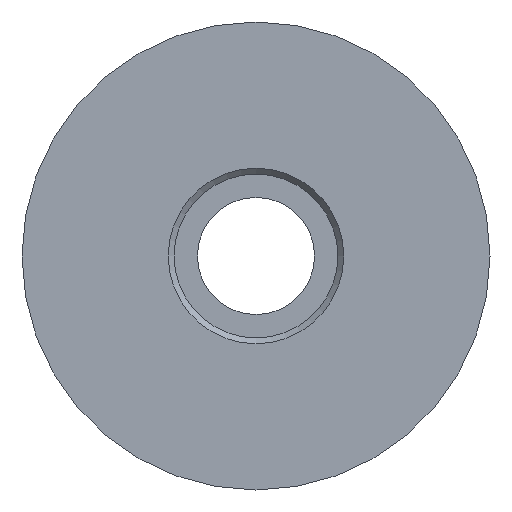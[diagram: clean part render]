
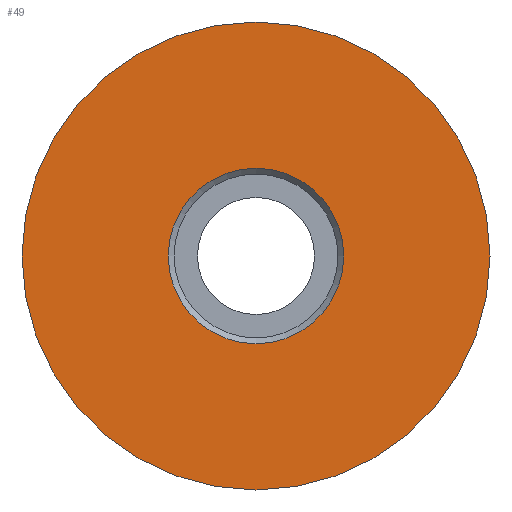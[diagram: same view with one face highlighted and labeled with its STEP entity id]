
A CAD part, left-side view. The second image highlights one B-rep face of the part: STEP entity #49.
In plain terms, the highlighted planar face has unit normal (-1, 0, 0).
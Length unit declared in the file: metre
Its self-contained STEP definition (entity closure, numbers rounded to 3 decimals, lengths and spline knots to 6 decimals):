
#49 = ADVANCED_FACE( '', ( #102, #103 ), #104, .F. );
#102 = FACE_BOUND( '', #153, .T. );
#103 = FACE_OUTER_BOUND( '', #154, .T. );
#104 = PLANE( '', #155 );
#153 = EDGE_LOOP( '', ( #212 ) );
#154 = EDGE_LOOP( '', ( #213 ) );
#155 = AXIS2_PLACEMENT_3D( '', #214, #215, #216 );
#212 = ORIENTED_EDGE( '', *, *, #244, .T. );
#213 = ORIENTED_EDGE( '', *, *, #236, .T. );
#214 = CARTESIAN_POINT( '', ( -0.043, 0., 0.014456 ) );
#215 = DIRECTION( '', ( 1., 0., 0. ) );
#216 = DIRECTION( '', ( 0., 0., -1. ) );
#236 = EDGE_CURVE( '', #258, #258, #259, .T. );
#244 = EDGE_CURVE( '', #271, #271, #272, .T. );
#258 = VERTEX_POINT( '', #291 );
#259 = CIRCLE( '', #292, 0.04 );
#271 = VERTEX_POINT( '', #304 );
#272 = CIRCLE( '', #305, 0.015 );
#291 = CARTESIAN_POINT( '', ( -0.043, 0., 0.04 ) );
#292 = AXIS2_PLACEMENT_3D( '', #323, #324, #325 );
#304 = CARTESIAN_POINT( '', ( -0.043, 0., -0.015 ) );
#305 = AXIS2_PLACEMENT_3D( '', #338, #339, #340 );
#323 = CARTESIAN_POINT( '', ( -0.043, 0., 0. ) );
#324 = DIRECTION( '', ( -1., 0., 0. ) );
#325 = DIRECTION( '', ( 0., 0., 1. ) );
#338 = CARTESIAN_POINT( '', ( -0.043, 0., 0. ) );
#339 = DIRECTION( '', ( 1., 0., 0. ) );
#340 = DIRECTION( '', ( 0., 0., -1. ) );
